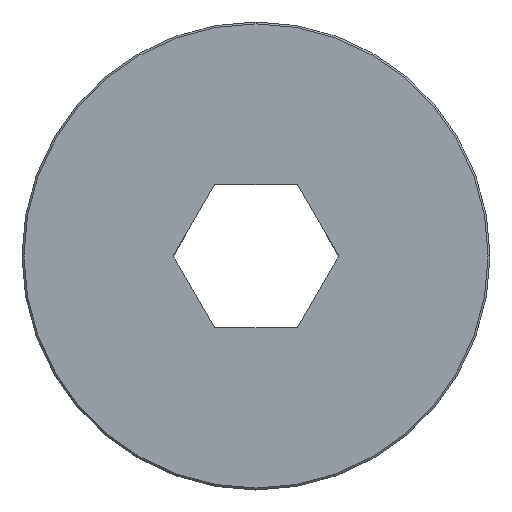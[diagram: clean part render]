
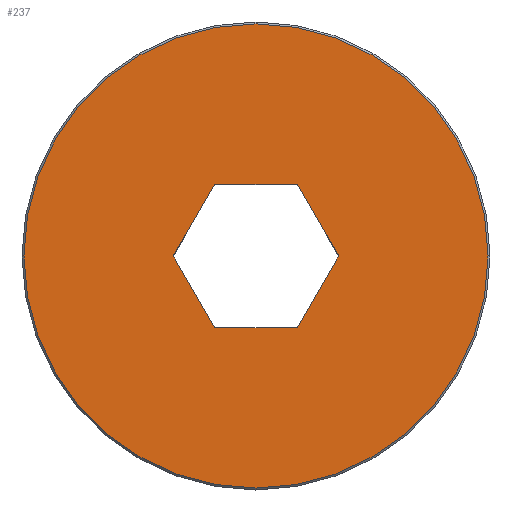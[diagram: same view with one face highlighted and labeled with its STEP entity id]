
A CAD part, top view. The second image highlights one B-rep face of the part: STEP entity #237.
In plain terms, the highlighted planar face has unit normal (0, 0, 1).
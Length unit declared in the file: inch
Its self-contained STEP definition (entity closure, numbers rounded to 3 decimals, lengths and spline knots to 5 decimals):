
#1 = DIRECTION ( 'NONE',  ( -0.5, 0.866, 0. ) ) ;
#4 = VERTEX_POINT ( 'NONE', #732 ) ;
#23 = CARTESIAN_POINT ( 'NONE',  ( -0.6075, 0., 0.3121 ) ) ;
#29 = EDGE_CURVE ( 'NONE', #236, #4, #68, .T. ) ;
#48 = EDGE_CURVE ( 'NONE', #4, #793, #1172, .T. ) ;
#51 = EDGE_LOOP ( 'NONE', ( #695, #705, #717, #838, #513, #92 ) ) ;
#60 = EDGE_CURVE ( 'NONE', #793, #273, #1214, .T. ) ;
#65 = VECTOR ( 'NONE', #908, 39.37008 ) ;
#68 = LINE ( 'NONE', #162, #65 ) ;
#80 = DIRECTION ( 'NONE',  ( -0.5, -0.866, 0. ) ) ;
#92 = ORIENTED_EDGE ( 'NONE', *, *, #246, .F. ) ;
#109 = PLANE ( 'NONE',  #755 ) ;
#115 = VECTOR ( 'NONE', #80, 39.37008 ) ;
#129 = LINE ( 'NONE', #671, #115 ) ;
#144 = EDGE_CURVE ( 'NONE', #273, #150, #1209, .T. ) ;
#150 = VERTEX_POINT ( 'NONE', #905 ) ;
#162 = CARTESIAN_POINT ( 'NONE',  ( 0., -0.1875, 0.3121 ) ) ;
#169 = VERTEX_POINT ( 'NONE', #23 ) ;
#213 = CARTESIAN_POINT ( 'NONE',  ( 0., 0., 0.3121 ) ) ;
#219 = CARTESIAN_POINT ( 'NONE',  ( 0.6075, 0., 0.3121 ) ) ;
#235 = DIRECTION ( 'NONE',  ( -1., 0., 0. ) ) ;
#236 = VERTEX_POINT ( 'NONE', #784 ) ;
#237 = ADVANCED_FACE ( 'NONE', ( #1082, #1103 ), #109, .F. ) ;
#238 = VERTEX_POINT ( 'NONE', #219 ) ;
#246 = EDGE_CURVE ( 'NONE', #861, #236, #1018, .T. ) ;
#273 = VERTEX_POINT ( 'NONE', #598 ) ;
#283 = EDGE_CURVE ( 'NONE', #238, #169, #826, .T. ) ;
#316 = DIRECTION ( 'NONE',  ( -1., 0., 0. ) ) ;
#350 = DIRECTION ( 'NONE',  ( 0., 0., -1. ) ) ;
#392 = DIRECTION ( 'NONE',  ( 0.5, -0.866, 0. ) ) ;
#479 = EDGE_LOOP ( 'NONE', ( #691, #697 ) ) ;
#497 = EDGE_CURVE ( 'NONE', #150, #861, #129, .T. ) ;
#513 = ORIENTED_EDGE ( 'NONE', *, *, #29, .F. ) ;
#546 = DIRECTION ( 'NONE',  ( 0.5, 0.866, 0. ) ) ;
#551 = CIRCLE ( 'NONE', #1188, 0.6075 ) ;
#576 = DIRECTION ( 'NONE',  ( 0., 0., -1. ) ) ;
#598 = CARTESIAN_POINT ( 'NONE',  ( 0.10825, 0.1875, 0.3121 ) ) ;
#618 = CARTESIAN_POINT ( 'NONE',  ( 0.21651, 0., 0.3121 ) ) ;
#620 = CARTESIAN_POINT ( 'NONE',  ( 0.21651, 0., 0.3121 ) ) ;
#648 = CARTESIAN_POINT ( 'NONE',  ( 0.10825, -0.1875, 0.3121 ) ) ;
#671 = CARTESIAN_POINT ( 'NONE',  ( -0.10825, 0.1875, 0.3121 ) ) ;
#691 = ORIENTED_EDGE ( 'NONE', *, *, #1039, .F. ) ;
#695 = ORIENTED_EDGE ( 'NONE', *, *, #497, .F. ) ;
#697 = ORIENTED_EDGE ( 'NONE', *, *, #283, .F. ) ;
#705 = ORIENTED_EDGE ( 'NONE', *, *, #144, .F. ) ;
#715 = AXIS2_PLACEMENT_3D ( 'NONE', #1137, #576, #1233 ) ;
#717 = ORIENTED_EDGE ( 'NONE', *, *, #60, .F. ) ;
#732 = CARTESIAN_POINT ( 'NONE',  ( 0.10825, -0.1875, 0.3121 ) ) ;
#755 = AXIS2_PLACEMENT_3D ( 'NONE', #213, #883, #316 ) ;
#784 = CARTESIAN_POINT ( 'NONE',  ( -0.10825, -0.1875, 0.3121 ) ) ;
#793 = VERTEX_POINT ( 'NONE', #620 ) ;
#826 = CIRCLE ( 'NONE', #715, 0.6075 ) ;
#838 = ORIENTED_EDGE ( 'NONE', *, *, #48, .F. ) ;
#861 = VERTEX_POINT ( 'NONE', #1158 ) ;
#883 = DIRECTION ( 'NONE',  ( 0., 0., -1. ) ) ;
#898 = VECTOR ( 'NONE', #546, 39.37008 ) ;
#905 = CARTESIAN_POINT ( 'NONE',  ( -0.10825, 0.1875, 0.3121 ) ) ;
#908 = DIRECTION ( 'NONE',  ( 1., 0., 0. ) ) ;
#916 = CARTESIAN_POINT ( 'NONE',  ( 0., 0., 0.3121 ) ) ;
#995 = VECTOR ( 'NONE', #392, 39.37008 ) ;
#1008 = DIRECTION ( 'NONE',  ( -1., 0., 0. ) ) ;
#1018 = LINE ( 'NONE', #1053, #995 ) ;
#1039 = EDGE_CURVE ( 'NONE', #169, #238, #551, .T. ) ;
#1053 = CARTESIAN_POINT ( 'NONE',  ( -0.21651, 0., 0.3121 ) ) ;
#1082 = FACE_OUTER_BOUND ( 'NONE', #479, .T. ) ;
#1103 = FACE_BOUND ( 'NONE', #51, .T. ) ;
#1137 = CARTESIAN_POINT ( 'NONE',  ( 0., 0., 0.3121 ) ) ;
#1156 = VECTOR ( 'NONE', #235, 39.37008 ) ;
#1158 = CARTESIAN_POINT ( 'NONE',  ( -0.21651, 0., 0.3121 ) ) ;
#1172 = LINE ( 'NONE', #648, #898 ) ;
#1188 = AXIS2_PLACEMENT_3D ( 'NONE', #916, #350, #1008 ) ;
#1193 = CARTESIAN_POINT ( 'NONE',  ( 0., 0.1875, 0.3121 ) ) ;
#1209 = LINE ( 'NONE', #1193, #1156 ) ;
#1214 = LINE ( 'NONE', #618, #1215 ) ;
#1215 = VECTOR ( 'NONE', #1, 39.37008 ) ;
#1233 = DIRECTION ( 'NONE',  ( -1., 0., 0. ) ) ;
